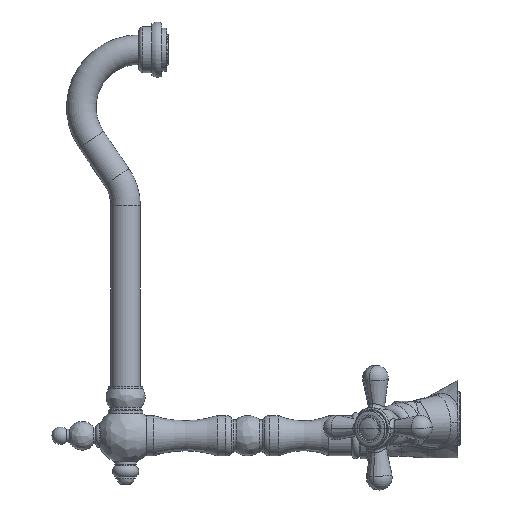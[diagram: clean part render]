
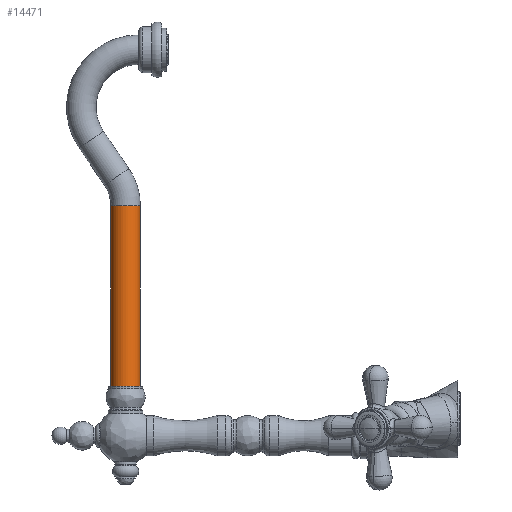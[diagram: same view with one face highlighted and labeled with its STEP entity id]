
A CAD part, left-side view. The second image highlights one B-rep face of the part: STEP entity #14471.
In plain terms, the highlighted cylindrical face has radius 9 mm (diameter 18 mm), a partial arc.
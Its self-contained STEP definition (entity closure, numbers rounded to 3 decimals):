
#14126=CARTESIAN_POINT('',(0.,0.,0.));
#14127=DIRECTION('',(1.,0.,0.));
#14128=DIRECTION('',(0.,0.,-1.));
#14129=AXIS2_PLACEMENT_3D('',#14126,#14127,#14128);
#14146=DIRECTION('',(-1.,0.,0.));
#14147=VECTOR('',#14146,120.);
#14148=CARTESIAN_POINT('',(120.,0.,9.));
#14149=LINE('',#14148,#14147);
#14150=DIRECTION('',(-1.,0.,0.));
#14151=VECTOR('',#14150,120.);
#14152=CARTESIAN_POINT('',(120.,0.,-9.));
#14153=LINE('',#14152,#14151);
#14169=CARTESIAN_POINT('',(120.,0.,0.));
#14170=DIRECTION('',(-1.,0.,0.));
#14171=DIRECTION('',(0.,0.,1.));
#14172=AXIS2_PLACEMENT_3D('',#14169,#14170,#14171);
#14369=CARTESIAN_POINT('',(120.,0.,-9.));
#14370=CARTESIAN_POINT('',(120.,0.,9.));
#14371=VERTEX_POINT('',#14369);
#14372=VERTEX_POINT('',#14370);
#14373=CARTESIAN_POINT('',(0.,0.,9.));
#14374=CARTESIAN_POINT('',(0.,0.,-9.));
#14375=VERTEX_POINT('',#14373);
#14376=VERTEX_POINT('',#14374);
#14457=CARTESIAN_POINT('',(0.,0.,0.));
#14458=DIRECTION('',(1.,0.,0.));
#14459=DIRECTION('',(0.,0.,-1.));
#14460=AXIS2_PLACEMENT_3D('',#14457,#14458,#14459);
#14461=CYLINDRICAL_SURFACE('',#14460,9.);
#14462=ORIENTED_EDGE('',*,*,#14445,.F.);
#14464=ORIENTED_EDGE('',*,*,#14463,.F.);
#14466=ORIENTED_EDGE('',*,*,#14465,.F.);
#14468=ORIENTED_EDGE('',*,*,#14467,.T.);
#14469=EDGE_LOOP('',(#14462,#14464,#14466,#14468));
#14470=FACE_OUTER_BOUND('',#14469,.F.);
#14471=ADVANCED_FACE('',(#14470),#14461,.T.);
#14130=CIRCLE('',#14129,9.);
#14173=CIRCLE('',#14172,9.);
#14445=EDGE_CURVE('',#14376,#14375,#14130,.T.);
#14463=EDGE_CURVE('',#14371,#14376,#14153,.T.);
#14465=EDGE_CURVE('',#14372,#14371,#14173,.T.);
#14467=EDGE_CURVE('',#14372,#14375,#14149,.T.);
